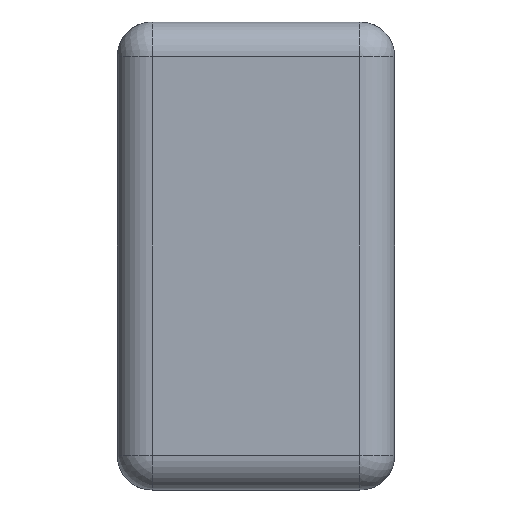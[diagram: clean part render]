
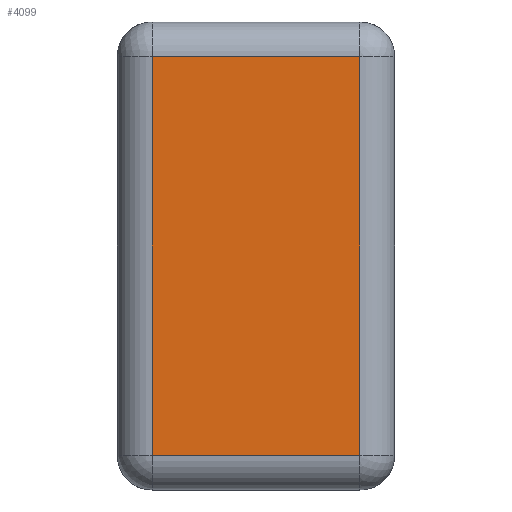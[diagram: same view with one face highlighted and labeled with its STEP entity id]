
A CAD part, left-side view. The second image highlights one B-rep face of the part: STEP entity #4099.
In plain terms, the highlighted planar face has unit normal (-1, 0, 0).
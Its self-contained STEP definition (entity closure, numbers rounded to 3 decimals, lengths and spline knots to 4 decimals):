
#229=FACE_OUTER_BOUND('',#458,.T.);
#458=EDGE_LOOP('',(#2826,#2827,#2828,#2829));
#696=LINE('',#6168,#1091);
#698=LINE('',#6180,#1093);
#699=LINE('',#6184,#1094);
#701=LINE('',#6193,#1096);
#1091=VECTOR('',#4879,0.6);
#1093=VECTOR('',#4895,1.15);
#1094=VECTOR('',#4900,0.6);
#1096=VECTOR('',#4914,1.15);
#1703=VERTEX_POINT('',#6164);
#1704=VERTEX_POINT('',#6166);
#1707=VERTEX_POINT('',#6178);
#1708=VERTEX_POINT('',#6182);
#2134=EDGE_CURVE('',#1704,#1703,#696,.T.);
#2140=EDGE_CURVE('',#1707,#1704,#698,.T.);
#2142=EDGE_CURVE('',#1708,#1707,#699,.T.);
#2147=EDGE_CURVE('',#1703,#1708,#701,.T.);
#2826=ORIENTED_EDGE('',*,*,#2134,.F.);
#2827=ORIENTED_EDGE('',*,*,#2140,.F.);
#2828=ORIENTED_EDGE('',*,*,#2142,.F.);
#2829=ORIENTED_EDGE('',*,*,#2147,.F.);
#3972=PLANE('',#4365);
#4099=ADVANCED_FACE('',(#229),#3972,.T.);
#4365=AXIS2_PLACEMENT_3D('',#6194,#4915,#4916);
#4879=DIRECTION('',(0.,1.,0.));
#4895=DIRECTION('',(0.,0.,-1.));
#4900=DIRECTION('',(0.,-1.,0.));
#4914=DIRECTION('',(0.,0.,1.));
#4915=DIRECTION('center_axis',(-1.,0.,0.));
#4916=DIRECTION('ref_axis',(0.,-1.,0.));
#6164=CARTESIAN_POINT('',(-0.8,0.3,0.1));
#6166=CARTESIAN_POINT('',(-0.8,-0.3,0.1));
#6168=CARTESIAN_POINT('',(-0.8,0.2,0.1));
#6178=CARTESIAN_POINT('',(-0.8,-0.3,1.25));
#6180=CARTESIAN_POINT('',(-0.8,-0.3,0.));
#6182=CARTESIAN_POINT('',(-0.8,0.3,1.25));
#6184=CARTESIAN_POINT('',(-0.8,0.2,1.25));
#6193=CARTESIAN_POINT('',(-0.8,0.3,0.));
#6194=CARTESIAN_POINT('Origin',(-0.8,0.4,0.));
